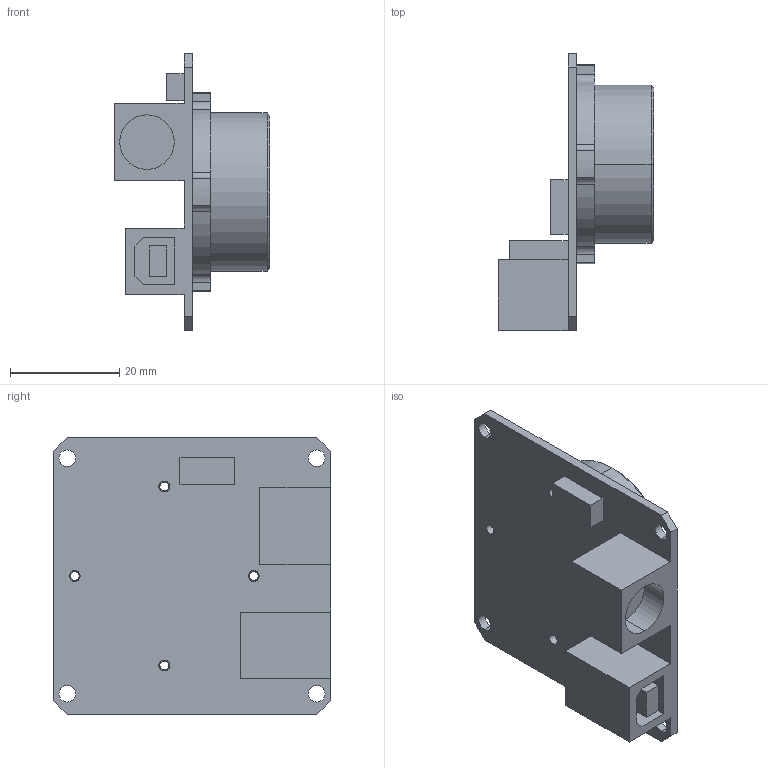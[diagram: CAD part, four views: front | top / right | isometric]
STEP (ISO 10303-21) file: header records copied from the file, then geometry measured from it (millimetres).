
FILE_DESCRIPTION((''),'2;1');
FILE_NAME('101005_02','2018-01-19T',('zkm'),(''),'PRO/ENGINEER BY PARAMETRIC TECHNOLOGY CORPORATION, 2004110','PRO/ENGINEER BY PARAMETRIC TECHNOLOGY CORPORATION, 2004110','');
FILE_SCHEMA(('CONFIG_CONTROL_DESIGN'));
Length unit declared in the file: millimetre
Products named in the file (1): 101005_02
Bounding box: 28.5 x 50.8 x 50.8 mm (x, y, z)
Volume: 11894.1 mm3; surface area: 12205.5 mm2
Topology: 1 solids, 10 shells, 171 faces, 432 edges, 286 vertices
Faces by surface type: cylinder 86, plane 75, cone 8, torus 2
Entity records: 5261 total; most frequent: DIRECTION 960, CARTESIAN_POINT 890, ORIENTED_EDGE 832, EDGE_CURVE 432, AXIS2_PLACEMENT_3D 356, VERTEX_POINT 286, VECTOR 248, LINE 248
